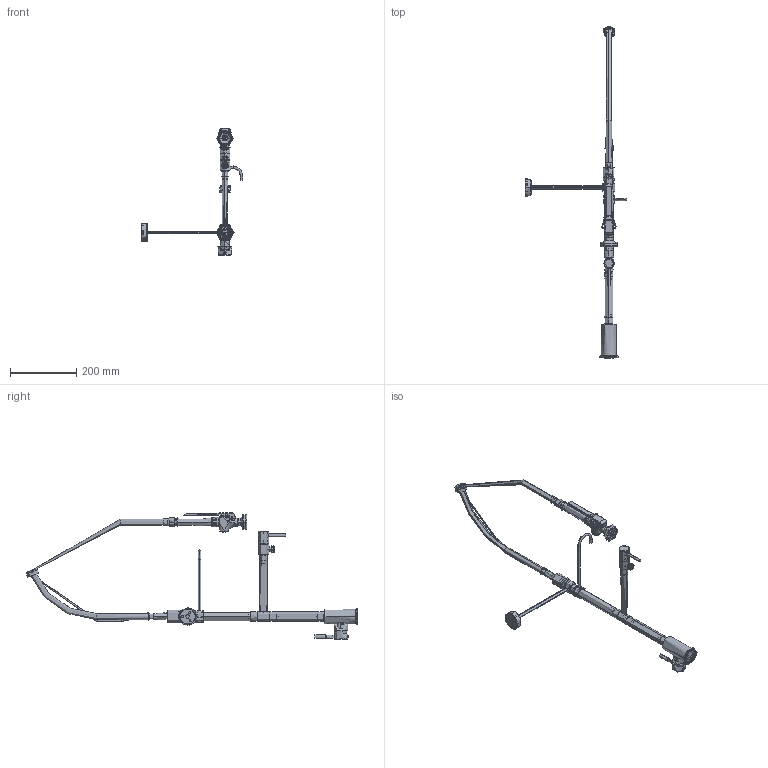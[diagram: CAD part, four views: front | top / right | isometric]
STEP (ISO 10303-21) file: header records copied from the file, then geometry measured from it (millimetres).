
FILE_DESCRIPTION (( 'STEP AP214' ), '1' );
FILE_NAME ('gpj1200w.STEP', '2023-05-26T05:25:45', ( '' ), ( '' ), 'SwSTEP 2.0', 'SolidWorks 2022', '' );
FILE_SCHEMA (( 'AUTOMOTIVE_DESIGN' ));
Length unit declared in the file: millimetre
Products named in the file (106): wl-06; Hook Mount; oxq226-1-5; wl-16-1; wl-07-1; tanhuangguangtao; hook; wl-10-2; wl-06-1; wl-16-1-2; gpj1200w; oxq-274-2-7; wl-07-4; o-22-4-1-8; wl-21-21; wl-21-23; wl-06-2; wl-21-08; wl-07-2; wl-21-16; wl-21-11; nmd; wl-21-05; Repaired_slg; wl-11; _GPJ1200W; wl-15; oxq-42-2-5; ldm4; wl-21-24; wl-21-06; fxt; oxq155-2; wl10041; wl-20; wl-06-3; wl-21-14; wl-21-09; oxingquan2; 020005 ...
Assembly tree (121 placements, depth 3):
  gpj1200w
    wl-06
      wl-06-1
      wl-06-2
      wl-06-3
      wl-06-4
      oxq-155-2
    nmd  x2
    wl-07
      wl-07-1
      wl-07-2
      wl-07-3
      wl-07-4
    wl-07-5
    wl-24_af3
      kkfx
      shougandian
      faxingan
      oxingquan2  x2
      faxingandianpian
      taocipian1
      taocipian2
      jinshui
      oxignquan
      dianpian
      dangquan
      yamao
    wl-10_af3
      wl-10-1
      wl-10-2
    dp15-11-2-5
    wl-15
      wl-15-4
      wl-14-3
      wl-14-2
    oxq-157-2-5  x2
    oxq155-2
    wl-16
      wl-16-1
      wl-16-2
    oxq-274-2-7  x5
    wl-17
    wl-18
    wl-19
    wl-20
    oxq-42-2-5
    prt0005
    wl-22
    prt0006  x2
    wl-16-1-2  x2
    prt0010
    wl-15-1
    oxq-21-2-5
    wl-21
      wl-21-01
      wl-21-02
      wl-21-04
      wl-21-05
      wl-21-06
      wl-21-07-88-1-9  x4
Bounding box: 306.5 x 1001.32 x 382.67 mm (x, y, z)
Volume: 513340.7 mm3
Topology: 97 solids, 143 shells, 5084 faces, 12441 edges, 7950 vertices
Faces by surface type: plane 2049, cylinder 1604, cone 562, bspline 475, torus 382, sphere 12
Full cylindrical faces by diameter (mm): 1.6 x4
Entity records: 290308 total; most frequent: CARTESIAN_POINT 146500, ORIENTED_EDGE 24132, DIRECTION 21887, EDGE_CURVE 12106, AXIS2_PLACEMENT_3D 8078, VERTEX_POINT 7752, LINE 5731, VECTOR 5731
